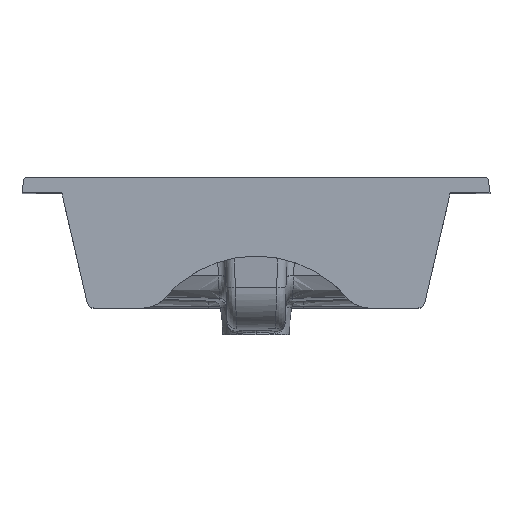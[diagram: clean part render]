
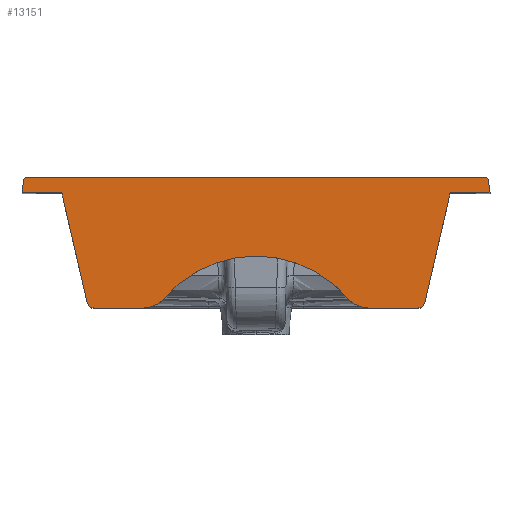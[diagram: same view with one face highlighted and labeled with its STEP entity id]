
A CAD part, top view. The second image highlights one B-rep face of the part: STEP entity #13151.
In plain terms, the highlighted planar face has unit normal (0, 0, 1).
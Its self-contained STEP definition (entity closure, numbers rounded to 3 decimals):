
#342 = DIRECTION ( 'NONE',  ( 0., 0., 1. ) ) ;
#1477 = EDGE_CURVE ( 'NONE', #21397, #8371, #19839, .T. ) ;
#1637 = CARTESIAN_POINT ( 'NONE',  ( -174.135, 0.332, 159.091 ) ) ;
#1671 = EDGE_CURVE ( 'NONE', #6272, #15876, #4809, .T. ) ;
#1753 = EDGE_CURVE ( 'NONE', #21397, #21000, #19035, .T. ) ;
#1792 = ORIENTED_EDGE ( 'NONE', *, *, #2897, .T. ) ;
#1852 = ORIENTED_EDGE ( 'NONE', *, *, #2255, .T. ) ;
#2029 = DIRECTION ( 'NONE',  ( 1., 0., 0. ) ) ;
#2240 = CARTESIAN_POINT ( 'NONE',  ( -252.101, 116.262, 159.091 ) ) ;
#2255 = EDGE_CURVE ( 'NONE', #11561, #13667, #16200, .T. ) ;
#2334 = EDGE_CURVE ( 'NONE', #12205, #10279, #16828, .T. ) ;
#2471 = CARTESIAN_POINT ( 'NONE',  ( -246.456, 133.262, 159.091 ) ) ;
#2897 = EDGE_CURVE ( 'NONE', #16547, #3961, #12820, .T. ) ;
#3687 = ORIENTED_EDGE ( 'NONE', *, *, #1477, .T. ) ;
#3709 = AXIS2_PLACEMENT_3D ( 'NONE', #7286, #9321, #19002 ) ;
#3751 = DIRECTION ( 'NONE',  ( 0., -1., 0. ) ) ;
#3961 = VERTEX_POINT ( 'NONE', #2471 ) ;
#4030 = CARTESIAN_POINT ( 'NONE',  ( 0., -81.668, 159.091 ) ) ;
#4322 = CARTESIAN_POINT ( 'NONE',  ( 246.456, 129.262, 159.091 ) ) ;
#4474 = ORIENTED_EDGE ( 'NONE', *, *, #24035, .T. ) ;
#4706 = DIRECTION ( 'NONE',  ( -1., 0., 0. ) ) ;
#4809 = CIRCLE ( 'NONE', #14965, 8. ) ;
#4864 = VECTOR ( 'NONE', #17881, 1000. ) ;
#5268 = AXIS2_PLACEMENT_3D ( 'NONE', #17856, #23723, #21431 ) ;
#5477 = CARTESIAN_POINT ( 'NONE',  ( -174.135, -7.668, 159.091 ) ) ;
#5620 = VERTEX_POINT ( 'NONE', #11803 ) ;
#5778 = EDGE_CURVE ( 'NONE', #8371, #5620, #19831, .T. ) ;
#5886 = CARTESIAN_POINT ( 'NONE',  ( -121.589, -7.668, 159.091 ) ) ;
#6001 = LINE ( 'NONE', #17459, #17154 ) ;
#6169 = AXIS2_PLACEMENT_3D ( 'NONE', #4322, #16014, #6344 ) ;
#6272 = VERTEX_POINT ( 'NONE', #8836 ) ;
#6344 = DIRECTION ( 'NONE',  ( 0., -1., 0. ) ) ;
#6374 = VERTEX_POINT ( 'NONE', #5886 ) ;
#6814 = AXIS2_PLACEMENT_3D ( 'NONE', #10530, #20721, #24658 ) ;
#7286 = CARTESIAN_POINT ( 'NONE',  ( 174.135, 0.332, 159.091 ) ) ;
#7354 = CARTESIAN_POINT ( 'NONE',  ( 121.589, -7.668, 159.091 ) ) ;
#7387 = VECTOR ( 'NONE', #21454, 1000. ) ;
#7477 = CARTESIAN_POINT ( 'NONE',  ( 246.456, 133.262, 159.091 ) ) ;
#7490 = CARTESIAN_POINT ( 'NONE',  ( -250.426, 129.755, 159.091 ) ) ;
#7520 = VERTEX_POINT ( 'NONE', #20400 ) ;
#7629 = VECTOR ( 'NONE', #9063, 1000. ) ;
#8244 = CARTESIAN_POINT ( 'NONE',  ( -235.611, 230.877, 159.091 ) ) ;
#8340 = VECTOR ( 'NONE', #14226, 1000. ) ;
#8371 = VERTEX_POINT ( 'NONE', #7354 ) ;
#8569 = CIRCLE ( 'NONE', #3709, 8. ) ;
#8621 = ORIENTED_EDGE ( 'NONE', *, *, #2334, .F. ) ;
#8642 = LINE ( 'NONE', #22268, #22759 ) ;
#8733 = DIRECTION ( 'NONE',  ( 1., 0., 0. ) ) ;
#8836 = CARTESIAN_POINT ( 'NONE',  ( -181.929, -1.469, 159.091 ) ) ;
#8982 = PLANE ( 'NONE',  #9172 ) ;
#9063 = DIRECTION ( 'NONE',  ( 0.123, -0.992, 0. ) ) ;
#9172 = AXIS2_PLACEMENT_3D ( 'NONE', #20321, #22109, #8733 ) ;
#9321 = DIRECTION ( 'NONE',  ( 0., 0., 1. ) ) ;
#9375 = DIRECTION ( 'NONE',  ( 0., 0., 1. ) ) ;
#9469 = ORIENTED_EDGE ( 'NONE', *, *, #20609, .T. ) ;
#10055 = ORIENTED_EDGE ( 'NONE', *, *, #21730, .T. ) ;
#10279 = VERTEX_POINT ( 'NONE', #13690 ) ;
#10344 = ORIENTED_EDGE ( 'NONE', *, *, #5778, .T. ) ;
#10530 = CARTESIAN_POINT ( 'NONE',  ( 121.589, 22.332, 159.091 ) ) ;
#10548 = AXIS2_PLACEMENT_3D ( 'NONE', #13420, #21179, #3751 ) ;
#10608 = CARTESIAN_POINT ( 'NONE',  ( 98.791, 2.832, 159.091 ) ) ;
#11196 = ORIENTED_EDGE ( 'NONE', *, *, #24672, .T. ) ;
#11543 = CARTESIAN_POINT ( 'NONE',  ( 181.929, -1.469, 159.091 ) ) ;
#11561 = VERTEX_POINT ( 'NONE', #7490 ) ;
#11674 = EDGE_CURVE ( 'NONE', #6272, #12450, #12071, .T. ) ;
#11684 = ORIENTED_EDGE ( 'NONE', *, *, #1671, .T. ) ;
#11803 = CARTESIAN_POINT ( 'NONE',  ( 174.135, -7.668, 159.091 ) ) ;
#11929 = LINE ( 'NONE', #14096, #13466 ) ;
#12071 = LINE ( 'NONE', #8244, #8340 ) ;
#12205 = VERTEX_POINT ( 'NONE', #14840 ) ;
#12450 = VERTEX_POINT ( 'NONE', #19657 ) ;
#12659 = VECTOR ( 'NONE', #2029, 1000. ) ;
#12820 = LINE ( 'NONE', #13563, #7387 ) ;
#13151 = ADVANCED_FACE ( 'NONE', ( #19565 ), #8982, .T. ) ;
#13420 = CARTESIAN_POINT ( 'NONE',  ( -246.456, 129.262, 159.091 ) ) ;
#13451 = ORIENTED_EDGE ( 'NONE', *, *, #16912, .T. ) ;
#13466 = VECTOR ( 'NONE', #17775, 1000. ) ;
#13482 = ORIENTED_EDGE ( 'NONE', *, *, #11674, .F. ) ;
#13563 = CARTESIAN_POINT ( 'NONE',  ( -100., 133.262, 159.091 ) ) ;
#13649 = DIRECTION ( 'NONE',  ( 1., 0., 0. ) ) ;
#13667 = VERTEX_POINT ( 'NONE', #2240 ) ;
#13690 = CARTESIAN_POINT ( 'NONE',  ( 252.101, 116.262, 159.091 ) ) ;
#13691 = CARTESIAN_POINT ( 'NONE',  ( 0., 116.262, 159.091 ) ) ;
#14096 = CARTESIAN_POINT ( 'NONE',  ( 235.611, 230.877, 159.091 ) ) ;
#14226 = DIRECTION ( 'NONE',  ( -0.225, 0.974, 0. ) ) ;
#14427 = DIRECTION ( 'NONE',  ( -0.123, -0.992, 0. ) ) ;
#14514 = EDGE_LOOP ( 'NONE', ( #10055, #4474, #14893, #3687, #10344, #15410, #13451, #23725, #8621, #9469, #1792, #24567, #1852, #11196, #13482, #11684 ) ) ;
#14840 = CARTESIAN_POINT ( 'NONE',  ( 250.426, 129.755, 159.091 ) ) ;
#14893 = ORIENTED_EDGE ( 'NONE', *, *, #1753, .F. ) ;
#14965 = AXIS2_PLACEMENT_3D ( 'NONE', #1637, #9375, #19681 ) ;
#15410 = ORIENTED_EDGE ( 'NONE', *, *, #17319, .T. ) ;
#15876 = VERTEX_POINT ( 'NONE', #5477 ) ;
#16014 = DIRECTION ( 'NONE',  ( 0., 0., 1. ) ) ;
#16200 = LINE ( 'NONE', #20406, #18615 ) ;
#16547 = VERTEX_POINT ( 'NONE', #7477 ) ;
#16667 = VERTEX_POINT ( 'NONE', #11543 ) ;
#16828 = LINE ( 'NONE', #24593, #7629 ) ;
#16912 = EDGE_CURVE ( 'NONE', #16667, #7520, #11929, .T. ) ;
#16999 = AXIS2_PLACEMENT_3D ( 'NONE', #4030, #342, #20058 ) ;
#17154 = VECTOR ( 'NONE', #13649, 1000. ) ;
#17319 = EDGE_CURVE ( 'NONE', #5620, #16667, #8569, .T. ) ;
#17459 = CARTESIAN_POINT ( 'NONE',  ( -171.13, -7.668, 159.091 ) ) ;
#17775 = DIRECTION ( 'NONE',  ( 0.225, 0.974, 0. ) ) ;
#17856 = CARTESIAN_POINT ( 'NONE',  ( -121.589, 22.332, 159.091 ) ) ;
#17881 = DIRECTION ( 'NONE',  ( 1., 0., 0. ) ) ;
#17913 = CARTESIAN_POINT ( 'NONE',  ( -171.13, -7.668, 159.091 ) ) ;
#18615 = VECTOR ( 'NONE', #14427, 1000. ) ;
#19002 = DIRECTION ( 'NONE',  ( 0., -1., 0. ) ) ;
#19035 = CIRCLE ( 'NONE', #16999, 130. ) ;
#19565 = FACE_OUTER_BOUND ( 'NONE', #14514, .T. ) ;
#19657 = CARTESIAN_POINT ( 'NONE',  ( -209.13, 116.262, 159.091 ) ) ;
#19681 = DIRECTION ( 'NONE',  ( 0., -1., 0. ) ) ;
#19831 = LINE ( 'NONE', #17913, #12659 ) ;
#19839 = CIRCLE ( 'NONE', #6814, 30. ) ;
#20058 = DIRECTION ( 'NONE',  ( -1., 0., 0. ) ) ;
#20321 = CARTESIAN_POINT ( 'NONE',  ( 0., 32.124, 159.091 ) ) ;
#20400 = CARTESIAN_POINT ( 'NONE',  ( 209.13, 116.262, 159.091 ) ) ;
#20406 = CARTESIAN_POINT ( 'NONE',  ( -259.234, 58.834, 159.091 ) ) ;
#20609 = EDGE_CURVE ( 'NONE', #12205, #16547, #23264, .T. ) ;
#20721 = DIRECTION ( 'NONE',  ( 0., 0., 1. ) ) ;
#21000 = VERTEX_POINT ( 'NONE', #21890 ) ;
#21179 = DIRECTION ( 'NONE',  ( 0., 0., 1. ) ) ;
#21397 = VERTEX_POINT ( 'NONE', #10608 ) ;
#21431 = DIRECTION ( 'NONE',  ( 0., -1., 0. ) ) ;
#21454 = DIRECTION ( 'NONE',  ( -1., 0., 0. ) ) ;
#21530 = CIRCLE ( 'NONE', #10548, 4. ) ;
#21730 = EDGE_CURVE ( 'NONE', #15876, #6374, #6001, .T. ) ;
#21835 = LINE ( 'NONE', #13691, #4864 ) ;
#21890 = CARTESIAN_POINT ( 'NONE',  ( -98.791, 2.832, 159.091 ) ) ;
#22109 = DIRECTION ( 'NONE',  ( 0., 0., 1. ) ) ;
#22268 = CARTESIAN_POINT ( 'NONE',  ( 0., 116.262, 159.091 ) ) ;
#22356 = CIRCLE ( 'NONE', #5268, 30. ) ;
#22759 = VECTOR ( 'NONE', #4706, 1000. ) ;
#23264 = CIRCLE ( 'NONE', #6169, 4. ) ;
#23723 = DIRECTION ( 'NONE',  ( 0., 0., 1. ) ) ;
#23725 = ORIENTED_EDGE ( 'NONE', *, *, #24349, .F. ) ;
#23892 = EDGE_CURVE ( 'NONE', #3961, #11561, #21530, .T. ) ;
#24035 = EDGE_CURVE ( 'NONE', #6374, #21000, #22356, .T. ) ;
#24349 = EDGE_CURVE ( 'NONE', #10279, #7520, #8642, .T. ) ;
#24567 = ORIENTED_EDGE ( 'NONE', *, *, #23892, .T. ) ;
#24593 = CARTESIAN_POINT ( 'NONE',  ( 259.234, 58.834, 159.091 ) ) ;
#24658 = DIRECTION ( 'NONE',  ( 0., -1., 0. ) ) ;
#24672 = EDGE_CURVE ( 'NONE', #13667, #12450, #21835, .T. ) ;
